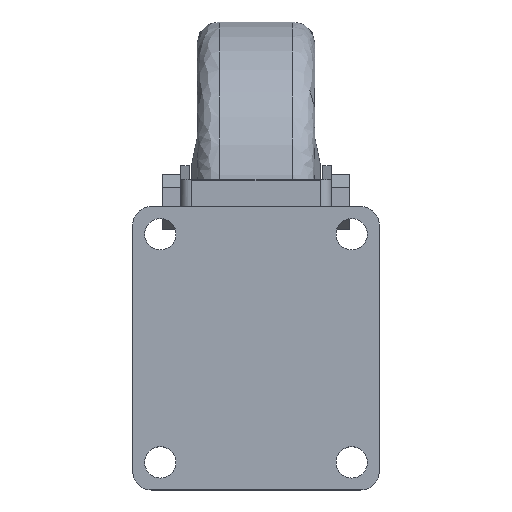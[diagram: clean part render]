
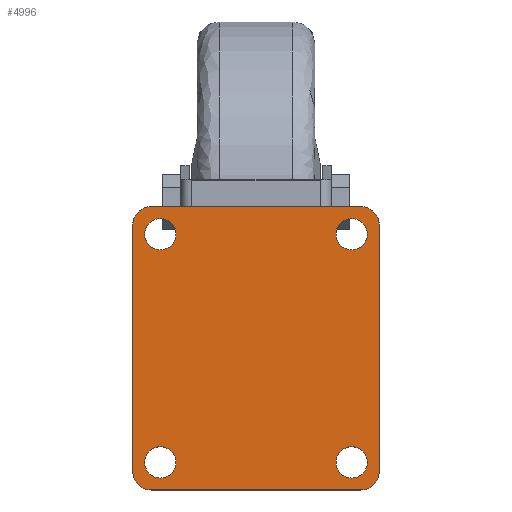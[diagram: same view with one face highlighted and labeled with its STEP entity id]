
A CAD part, top view. The second image highlights one B-rep face of the part: STEP entity #4996.
In plain terms, the highlighted planar face has unit normal (0, 0, 1).
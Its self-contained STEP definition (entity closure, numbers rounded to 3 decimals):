
#5 = CARTESIAN_POINT ( 'NONE',  ( 28.5, 33.5, 136. ) ) ;
#44 = DIRECTION ( 'NONE',  ( 1., 0., 0. ) ) ;
#152 = EDGE_CURVE ( 'NONE', #5563, #823, #7702, .T. ) ;
#159 = DIRECTION ( 'NONE',  ( 0., 0., -1. ) ) ;
#192 = VERTEX_POINT ( 'NONE', #578 ) ;
#196 = EDGE_CURVE ( 'NONE', #192, #2655, #2859, .T. ) ;
#302 = CARTESIAN_POINT ( 'NONE',  ( 33.5, 33.5, 136. ) ) ;
#346 = ORIENTED_EDGE ( 'NONE', *, *, #347, .T. ) ;
#347 = EDGE_CURVE ( 'NONE', #4213, #3614, #5914, .T. ) ;
#397 = CARTESIAN_POINT ( 'NONE',  ( -26., -31., 136. ) ) ;
#502 = DIRECTION ( 'NONE',  ( 1., 0., 0. ) ) ;
#508 = CARTESIAN_POINT ( 'NONE',  ( 30.25, -31., 136. ) ) ;
#549 = AXIS2_PLACEMENT_3D ( 'NONE', #6577, #3004, #657 ) ;
#578 = CARTESIAN_POINT ( 'NONE',  ( 28.5, -38.5, 136. ) ) ;
#656 = VERTEX_POINT ( 'NONE', #2000 ) ;
#657 = DIRECTION ( 'NONE',  ( 1., 0., 0. ) ) ;
#693 = CIRCLE ( 'NONE', #7527, 4.25 ) ;
#783 = EDGE_LOOP ( 'NONE', ( #856, #1305 ) ) ;
#823 = VERTEX_POINT ( 'NONE', #6426 ) ;
#856 = ORIENTED_EDGE ( 'NONE', *, *, #7234, .T. ) ;
#1006 = DIRECTION ( 'NONE',  ( 1., 0., 0. ) ) ;
#1007 = DIRECTION ( 'NONE',  ( 0., 0., 1. ) ) ;
#1059 = VERTEX_POINT ( 'NONE', #4216 ) ;
#1061 = CARTESIAN_POINT ( 'NONE',  ( -33.5, -14.25, 136. ) ) ;
#1155 = CARTESIAN_POINT ( 'NONE',  ( -33.5, 33.5, 136. ) ) ;
#1224 = EDGE_LOOP ( 'NONE', ( #4113, #2311 ) ) ;
#1230 = DIRECTION ( 'NONE',  ( 0., 0., -1. ) ) ;
#1250 = DIRECTION ( 'NONE',  ( 1., 0., 0. ) ) ;
#1274 = FACE_OUTER_BOUND ( 'NONE', #6272, .T. ) ;
#1305 = ORIENTED_EDGE ( 'NONE', *, *, #6848, .T. ) ;
#1491 = ORIENTED_EDGE ( 'NONE', *, *, #4323, .T. ) ;
#1501 = VERTEX_POINT ( 'NONE', #4153 ) ;
#1646 = FACE_BOUND ( 'NONE', #3596, .T. ) ;
#1658 = DIRECTION ( 'NONE',  ( 0., -1., 0. ) ) ;
#1771 = EDGE_CURVE ( 'NONE', #6658, #5949, #7647, .T. ) ;
#1777 = CIRCLE ( 'NONE', #3963, 4.25 ) ;
#1808 = CIRCLE ( 'NONE', #3514, 4.25 ) ;
#1824 = ORIENTED_EDGE ( 'NONE', *, *, #6382, .T. ) ;
#1914 = DIRECTION ( 'NONE',  ( 1., 0., 0. ) ) ;
#2000 = CARTESIAN_POINT ( 'NONE',  ( 21.75, -31., 136. ) ) ;
#2006 = VECTOR ( 'NONE', #2658, 1000. ) ;
#2171 = AXIS2_PLACEMENT_3D ( 'NONE', #3739, #3762, #6812 ) ;
#2194 = CARTESIAN_POINT ( 'NONE',  ( 26., -31., 136. ) ) ;
#2241 = VERTEX_POINT ( 'NONE', #7640 ) ;
#2311 = ORIENTED_EDGE ( 'NONE', *, *, #5208, .T. ) ;
#2495 = DIRECTION ( 'NONE',  ( 0., 0., 1. ) ) ;
#2588 = AXIS2_PLACEMENT_3D ( 'NONE', #4769, #5977, #1914 ) ;
#2628 = DIRECTION ( 'NONE',  ( -1., 0., 0. ) ) ;
#2642 = AXIS2_PLACEMENT_3D ( 'NONE', #397, #3863, #2711 ) ;
#2655 = VERTEX_POINT ( 'NONE', #6301 ) ;
#2658 = DIRECTION ( 'NONE',  ( 0., 1., 0. ) ) ;
#2711 = DIRECTION ( 'NONE',  ( 1., 0., 0. ) ) ;
#2718 = LINE ( 'NONE', #4276, #5476 ) ;
#2721 = DIRECTION ( 'NONE',  ( 0., 0., -1. ) ) ;
#2859 = CIRCLE ( 'NONE', #2588, 5. ) ;
#2865 = VECTOR ( 'NONE', #1658, 1000. ) ;
#2867 = CARTESIAN_POINT ( 'NONE',  ( -21.75, -31., 136. ) ) ;
#2951 = AXIS2_PLACEMENT_3D ( 'NONE', #5750, #1007, #7565 ) ;
#2969 = ORIENTED_EDGE ( 'NONE', *, *, #5819, .T. ) ;
#2976 = DIRECTION ( 'NONE',  ( 1., 0., 0. ) ) ;
#3004 = DIRECTION ( 'NONE',  ( 0., 0., -1. ) ) ;
#3100 = EDGE_CURVE ( 'NONE', #5032, #1501, #1808, .T. ) ;
#3106 = ORIENTED_EDGE ( 'NONE', *, *, #7336, .T. ) ;
#3146 = CIRCLE ( 'NONE', #7650, 4.25 ) ;
#3244 = LINE ( 'NONE', #7691, #6230 ) ;
#3307 = DIRECTION ( 'NONE',  ( 0., 0., -1. ) ) ;
#3387 = FACE_BOUND ( 'NONE', #783, .T. ) ;
#3514 = AXIS2_PLACEMENT_3D ( 'NONE', #6424, #3997, #502 ) ;
#3558 = ORIENTED_EDGE ( 'NONE', *, *, #3661, .T. ) ;
#3596 = EDGE_LOOP ( 'NONE', ( #1491, #6244 ) ) ;
#3610 = DIRECTION ( 'NONE',  ( 1., 0., 0. ) ) ;
#3614 = VERTEX_POINT ( 'NONE', #6683 ) ;
#3627 = CIRCLE ( 'NONE', #2951, 5. ) ;
#3639 = EDGE_LOOP ( 'NONE', ( #7046, #7583 ) ) ;
#3661 = EDGE_CURVE ( 'NONE', #6003, #4213, #3627, .T. ) ;
#3739 = CARTESIAN_POINT ( 'NONE',  ( 26., -31., 136. ) ) ;
#3743 = VERTEX_POINT ( 'NONE', #508 ) ;
#3762 = DIRECTION ( 'NONE',  ( 0., 0., -1. ) ) ;
#3784 = ORIENTED_EDGE ( 'NONE', *, *, #196, .T. ) ;
#3825 = CARTESIAN_POINT ( 'NONE',  ( 33.5, -14.25, 136. ) ) ;
#3863 = DIRECTION ( 'NONE',  ( 0., 0., -1. ) ) ;
#3963 = AXIS2_PLACEMENT_3D ( 'NONE', #5800, #1230, #1250 ) ;
#3997 = DIRECTION ( 'NONE',  ( 0., 0., -1. ) ) ;
#4014 = EDGE_CURVE ( 'NONE', #3743, #656, #7270, .T. ) ;
#4113 = ORIENTED_EDGE ( 'NONE', *, *, #1771, .T. ) ;
#4153 = CARTESIAN_POINT ( 'NONE',  ( -21.75, 31., 136. ) ) ;
#4162 = EDGE_CURVE ( 'NONE', #823, #6003, #2718, .T. ) ;
#4213 = VERTEX_POINT ( 'NONE', #1155 ) ;
#4216 = CARTESIAN_POINT ( 'NONE',  ( -28.5, -38.5, 136. ) ) ;
#4257 = CARTESIAN_POINT ( 'NONE',  ( 0., -14.25, 136. ) ) ;
#4276 = CARTESIAN_POINT ( 'NONE',  ( 0., 38.5, 136. ) ) ;
#4298 = CIRCLE ( 'NONE', #2642, 4.25 ) ;
#4323 = EDGE_CURVE ( 'NONE', #1501, #5032, #3146, .T. ) ;
#4735 = CARTESIAN_POINT ( 'NONE',  ( -30.25, 31., 136. ) ) ;
#4736 = AXIS2_PLACEMENT_3D ( 'NONE', #4257, #2495, #3610 ) ;
#4760 = FACE_BOUND ( 'NONE', #1224, .T. ) ;
#4769 = CARTESIAN_POINT ( 'NONE',  ( 28.5, -33.5, 136. ) ) ;
#4955 = FACE_BOUND ( 'NONE', #3639, .T. ) ;
#4996 = ADVANCED_FACE ( 'NONE', ( #4955, #4760, #1646, #3387, #1274 ), #5997, .T. ) ;
#5032 = VERTEX_POINT ( 'NONE', #4735 ) ;
#5151 = CARTESIAN_POINT ( 'NONE',  ( 30.25, 31., 136. ) ) ;
#5208 = EDGE_CURVE ( 'NONE', #5949, #6658, #4298, .T. ) ;
#5309 = DIRECTION ( 'NONE',  ( 1., 0., 0. ) ) ;
#5476 = VECTOR ( 'NONE', #2628, 1000. ) ;
#5563 = VERTEX_POINT ( 'NONE', #302 ) ;
#5675 = LINE ( 'NONE', #3825, #2006 ) ;
#5710 = DIRECTION ( 'NONE',  ( 1., 0., 0. ) ) ;
#5750 = CARTESIAN_POINT ( 'NONE',  ( -28.5, 33.5, 136. ) ) ;
#5783 = AXIS2_PLACEMENT_3D ( 'NONE', #5, #7111, #5309 ) ;
#5800 = CARTESIAN_POINT ( 'NONE',  ( 26., 31., 136. ) ) ;
#5819 = EDGE_CURVE ( 'NONE', #3614, #1059, #6640, .T. ) ;
#5914 = LINE ( 'NONE', #1061, #2865 ) ;
#5929 = CARTESIAN_POINT ( 'NONE',  ( -28.5, -33.5, 136. ) ) ;
#5947 = DIRECTION ( 'NONE',  ( 1., 0., 0. ) ) ;
#5949 = VERTEX_POINT ( 'NONE', #6624 ) ;
#5977 = DIRECTION ( 'NONE',  ( 0., 0., 1. ) ) ;
#5997 = PLANE ( 'NONE',  #4736 ) ;
#6003 = VERTEX_POINT ( 'NONE', #7298 ) ;
#6136 = ORIENTED_EDGE ( 'NONE', *, *, #152, .T. ) ;
#6159 = AXIS2_PLACEMENT_3D ( 'NONE', #5929, #6513, #44 ) ;
#6228 = VERTEX_POINT ( 'NONE', #5151 ) ;
#6230 = VECTOR ( 'NONE', #5947, 1000. ) ;
#6244 = ORIENTED_EDGE ( 'NONE', *, *, #3100, .T. ) ;
#6260 = ORIENTED_EDGE ( 'NONE', *, *, #4162, .T. ) ;
#6272 = EDGE_LOOP ( 'NONE', ( #6260, #3558, #346, #2969, #3106, #3784, #1824, #6136 ) ) ;
#6301 = CARTESIAN_POINT ( 'NONE',  ( 33.5, -33.5, 136. ) ) ;
#6318 = EDGE_CURVE ( 'NONE', #656, #3743, #7470, .T. ) ;
#6382 = EDGE_CURVE ( 'NONE', #2655, #5563, #5675, .T. ) ;
#6424 = CARTESIAN_POINT ( 'NONE',  ( -26., 31., 136. ) ) ;
#6426 = CARTESIAN_POINT ( 'NONE',  ( 28.5, 38.5, 136. ) ) ;
#6513 = DIRECTION ( 'NONE',  ( 0., 0., 1. ) ) ;
#6577 = CARTESIAN_POINT ( 'NONE',  ( -26., -31., 136. ) ) ;
#6624 = CARTESIAN_POINT ( 'NONE',  ( -30.25, -31., 136. ) ) ;
#6640 = CIRCLE ( 'NONE', #6159, 5. ) ;
#6658 = VERTEX_POINT ( 'NONE', #2867 ) ;
#6683 = CARTESIAN_POINT ( 'NONE',  ( -33.5, -33.5, 136. ) ) ;
#6812 = DIRECTION ( 'NONE',  ( 1., 0., 0. ) ) ;
#6848 = EDGE_CURVE ( 'NONE', #2241, #6228, #693, .T. ) ;
#6911 = CARTESIAN_POINT ( 'NONE',  ( -26., 31., 136. ) ) ;
#7046 = ORIENTED_EDGE ( 'NONE', *, *, #4014, .T. ) ;
#7111 = DIRECTION ( 'NONE',  ( 0., 0., 1. ) ) ;
#7234 = EDGE_CURVE ( 'NONE', #6228, #2241, #1777, .T. ) ;
#7255 = CARTESIAN_POINT ( 'NONE',  ( 26., 31., 136. ) ) ;
#7270 = CIRCLE ( 'NONE', #7452, 4.25 ) ;
#7298 = CARTESIAN_POINT ( 'NONE',  ( -28.5, 38.5, 136. ) ) ;
#7336 = EDGE_CURVE ( 'NONE', #1059, #192, #3244, .T. ) ;
#7452 = AXIS2_PLACEMENT_3D ( 'NONE', #2194, #2721, #5710 ) ;
#7470 = CIRCLE ( 'NONE', #2171, 4.25 ) ;
#7527 = AXIS2_PLACEMENT_3D ( 'NONE', #7255, #159, #2976 ) ;
#7565 = DIRECTION ( 'NONE',  ( 1., 0., 0. ) ) ;
#7583 = ORIENTED_EDGE ( 'NONE', *, *, #6318, .T. ) ;
#7640 = CARTESIAN_POINT ( 'NONE',  ( 21.75, 31., 136. ) ) ;
#7647 = CIRCLE ( 'NONE', #549, 4.25 ) ;
#7650 = AXIS2_PLACEMENT_3D ( 'NONE', #6911, #3307, #1006 ) ;
#7691 = CARTESIAN_POINT ( 'NONE',  ( 0., -38.5, 136. ) ) ;
#7702 = CIRCLE ( 'NONE', #5783, 5. ) ;
